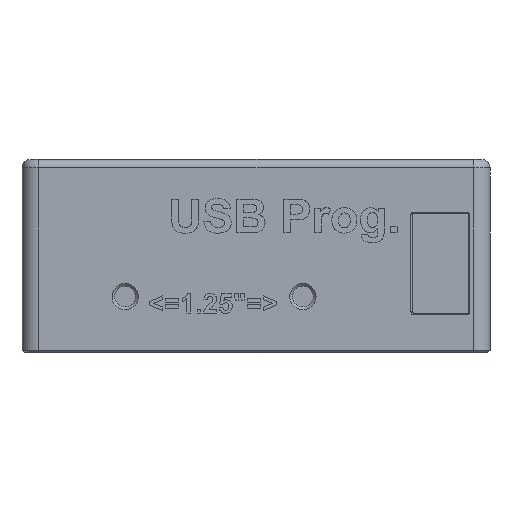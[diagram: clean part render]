
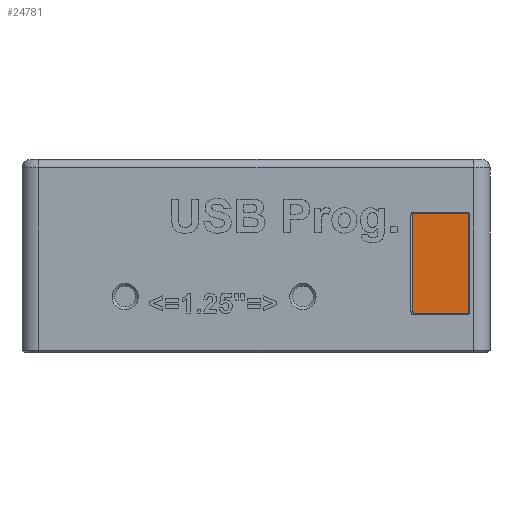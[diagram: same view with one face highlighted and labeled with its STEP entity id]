
A CAD part, front view. The second image highlights one B-rep face of the part: STEP entity #24781.
In plain terms, the highlighted planar face has unit normal (0, -1, 0).
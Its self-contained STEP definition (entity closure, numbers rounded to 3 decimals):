
#769=CIRCLE('',#26026,0.25);
#771=CIRCLE('',#26030,0.25);
#861=CIRCLE('',#26311,0.25);
#863=CIRCLE('',#26314,0.25);
#2386=FACE_OUTER_BOUND('',#3806,.T.);
#3806=EDGE_LOOP('',(#17121,#17122,#17123,#17124,#17125,#17126,#17127,#17128));
#5151=LINE('',#32504,#7586);
#5156=LINE('',#32533,#7591);
#5161=LINE('',#32547,#7596);
#5665=LINE('',#33808,#8100);
#7586=VECTOR('',#27385,10.);
#7591=VECTOR('',#27396,10.);
#7596=VECTOR('',#27409,10.);
#8100=VECTOR('',#28469,10.);
#10019=VERTEX_POINT('',#32501);
#10020=VERTEX_POINT('',#32503);
#10022=VERTEX_POINT('',#32520);
#10025=VERTEX_POINT('',#32531);
#10028=VERTEX_POINT('',#32538);
#10030=VERTEX_POINT('',#32545);
#10486=VERTEX_POINT('',#33805);
#10487=VERTEX_POINT('',#33807);
#12514=EDGE_CURVE('',#10019,#10020,#5151,.T.);
#12518=EDGE_CURVE('',#10022,#10019,#769,.T.);
#12522=EDGE_CURVE('',#10025,#10022,#5156,.T.);
#12525=EDGE_CURVE('',#10028,#10025,#771,.T.);
#12529=EDGE_CURVE('',#10030,#10028,#5161,.T.);
#13125=EDGE_CURVE('',#10486,#10487,#5665,.T.);
#13128=EDGE_CURVE('',#10020,#10486,#861,.T.);
#13130=EDGE_CURVE('',#10487,#10030,#863,.T.);
#17121=ORIENTED_EDGE('',*,*,#13130,.F.);
#17122=ORIENTED_EDGE('',*,*,#13125,.F.);
#17123=ORIENTED_EDGE('',*,*,#13128,.F.);
#17124=ORIENTED_EDGE('',*,*,#12514,.F.);
#17125=ORIENTED_EDGE('',*,*,#12518,.F.);
#17126=ORIENTED_EDGE('',*,*,#12522,.F.);
#17127=ORIENTED_EDGE('',*,*,#12525,.F.);
#17128=ORIENTED_EDGE('',*,*,#12529,.F.);
#24021=PLANE('',#26315);
#24781=ADVANCED_FACE('',(#2386),#24021,.F.);
#26026=AXIS2_PLACEMENT_3D('',#32522,#27390,#27391);
#26030=AXIS2_PLACEMENT_3D('',#32540,#27402,#27403);
#26311=AXIS2_PLACEMENT_3D('',#33823,#28473,#28474);
#26314=AXIS2_PLACEMENT_3D('',#33826,#28479,#28480);
#26315=AXIS2_PLACEMENT_3D('',#33827,#28481,#28482);
#27385=DIRECTION('',(0.,0.,-1.));
#27390=DIRECTION('center_axis',(0.,1.,0.));
#27391=DIRECTION('ref_axis',(0.707,0.,0.707));
#27396=DIRECTION('',(1.,0.,0.));
#27402=DIRECTION('center_axis',(0.,1.,0.));
#27403=DIRECTION('ref_axis',(-0.707,0.,0.707));
#27409=DIRECTION('',(0.,0.,1.));
#28469=DIRECTION('',(-1.,0.,0.));
#28473=DIRECTION('center_axis',(0.,1.,0.));
#28474=DIRECTION('ref_axis',(0.707,0.,-0.707));
#28479=DIRECTION('center_axis',(0.,1.,0.));
#28480=DIRECTION('ref_axis',(-0.707,0.,-0.707));
#28481=DIRECTION('center_axis',(0.,1.,0.));
#28482=DIRECTION('ref_axis',(-1.,0.,0.));
#32501=CARTESIAN_POINT('',(45.506,-69.669,24.6));
#32503=CARTESIAN_POINT('',(45.506,-69.669,7.25));
#32504=CARTESIAN_POINT('',(45.506,-69.669,24.85));
#32520=CARTESIAN_POINT('',(45.256,-69.669,24.85));
#32522=CARTESIAN_POINT('Origin',(45.256,-69.669,24.6));
#32531=CARTESIAN_POINT('',(35.756,-69.669,24.85));
#32533=CARTESIAN_POINT('',(35.506,-69.669,24.85));
#32538=CARTESIAN_POINT('',(35.506,-69.669,24.6));
#32540=CARTESIAN_POINT('Origin',(35.756,-69.669,24.6));
#32545=CARTESIAN_POINT('',(35.506,-69.669,7.25));
#32547=CARTESIAN_POINT('',(35.506,-69.669,7.));
#33805=CARTESIAN_POINT('',(45.256,-69.669,7.));
#33807=CARTESIAN_POINT('',(35.756,-69.669,7.));
#33808=CARTESIAN_POINT('',(45.506,-69.669,7.));
#33823=CARTESIAN_POINT('Origin',(45.256,-69.669,7.25));
#33826=CARTESIAN_POINT('Origin',(35.756,-69.669,7.25));
#33827=CARTESIAN_POINT('Origin',(40.506,-69.669,15.925));
